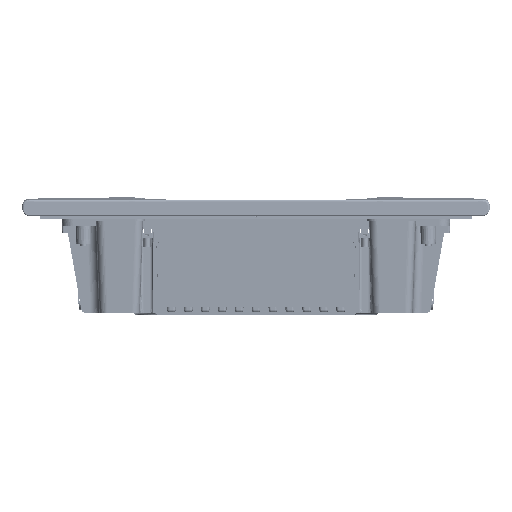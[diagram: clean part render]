
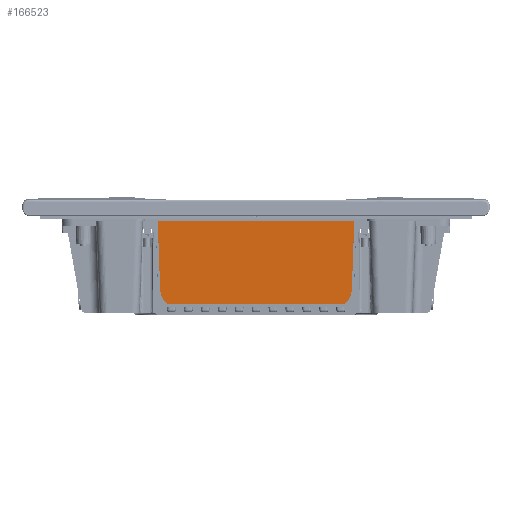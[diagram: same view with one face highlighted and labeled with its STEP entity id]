
A CAD part, front view. The second image highlights one B-rep face of the part: STEP entity #166523.
In plain terms, the highlighted planar face has unit normal (0, -0.999, -0.035).
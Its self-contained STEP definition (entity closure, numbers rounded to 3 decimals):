
#2841 = CARTESIAN_POINT ( 'NONE',  ( 84.791, -210.17, 19.764 ) ) ;
#2877 = ORIENTED_EDGE ( 'NONE', *, *, #98243, .F. ) ;
#8237 = VECTOR ( 'NONE', #176735, 1000. ) ;
#11750 = VERTEX_POINT ( 'NONE', #76778 ) ;
#21729 = CARTESIAN_POINT ( 'NONE',  ( -84.045, -210.042, 16.085 ) ) ;
#23101 = CARTESIAN_POINT ( 'NONE',  ( -84.617, -210.127, 18.522 ) ) ;
#24492 = CARTESIAN_POINT ( 'NONE',  ( -79.861, -209.798, 9.121 ) ) ;
#42510 = AXIS2_PLACEMENT_3D ( 'NONE', #47147, #200771, #68322 ) ;
#42677 = VECTOR ( 'NONE', #85722, 1000. ) ;
#43350 = FACE_OUTER_BOUND ( 'NONE', #53355, .T. ) ;
#43855 = CARTESIAN_POINT ( 'NONE',  ( 80.517, -209.824, 9.843 ) ) ;
#44051 = VERTEX_POINT ( 'NONE', #262923 ) ;
#45211 = CARTESIAN_POINT ( 'NONE',  ( 84.617, -210.127, 18.522 ) ) ;
#45671 = CARTESIAN_POINT ( 'NONE',  ( -82.81, -209.942, 13.235 ) ) ;
#47057 = CARTESIAN_POINT ( 'NONE',  ( -84.346, -210.084, 17.297 ) ) ;
#47147 = CARTESIAN_POINT ( 'NONE',  ( -77.745, -209.827, 9.949 ) ) ;
#47887 = EDGE_CURVE ( 'NONE', #44051, #58903, #201766, .T. ) ;
#48475 = CARTESIAN_POINT ( 'NONE',  ( -82.177, -209.904, 12.15 ) ) ;
#53355 = EDGE_LOOP ( 'NONE', ( #225288, #270815, #121360, #233367, #92562, #2877, #191990, #151638 ) ) ;
#58903 = VERTEX_POINT ( 'NONE', #173809 ) ;
#61520 = CARTESIAN_POINT ( 'NONE',  ( -84.868, -210.214, 21.019 ) ) ;
#63600 = CARTESIAN_POINT ( 'NONE',  ( 84.497, -210.105, 17.905 ) ) ;
#64062 = CARTESIAN_POINT ( 'NONE',  ( -81.112, -209.851, 10.613 ) ) ;
#64998 = CARTESIAN_POINT ( 'NONE',  ( 83.081, -209.962, 13.796 ) ) ;
#66412 = CARTESIAN_POINT ( 'NONE',  ( 84.704, -210.148, 19.144 ) ) ;
#66883 = CARTESIAN_POINT ( 'NONE',  ( -84.497, -210.105, 17.903 ) ) ;
#68322 = DIRECTION ( 'NONE',  ( 0., 0.035, -0.999 ) ) ;
#69629 = CARTESIAN_POINT ( 'NONE',  ( -83.623, -210.001, 14.918 ) ) ;
#74797 = VERTEX_POINT ( 'NONE', #179214 ) ;
#75183 = EDGE_CURVE ( 'NONE', #166697, #74797, #175774, .T. ) ;
#76778 = CARTESIAN_POINT ( 'NONE',  ( -77.745, -209.756, 7.901 ) ) ;
#84827 = CARTESIAN_POINT ( 'NONE',  ( 81.112, -209.851, 10.613 ) ) ;
#85722 = DIRECTION ( 'NONE',  ( 1., 0., 0. ) ) ;
#88155 = CARTESIAN_POINT ( 'NONE',  ( -84.868, -210.214, 21.019 ) ) ;
#90791 = CARTESIAN_POINT ( 'NONE',  ( -80.517, -209.824, 9.842 ) ) ;
#92170 = CARTESIAN_POINT ( 'NONE',  ( -84.791, -210.17, 19.765 ) ) ;
#92562 = ORIENTED_EDGE ( 'NONE', *, *, #175273, .F. ) ;
#98243 = EDGE_CURVE ( 'NONE', #269039, #11750, #253143, .T. ) ;
#104308 = DIRECTION ( 'NONE',  ( 0., 0.999, 0.035 ) ) ;
#107836 = CARTESIAN_POINT ( 'NONE',  ( -84.846, -210.192, 20.39 ) ) ;
#108248 = CARTESIAN_POINT ( 'NONE',  ( 50., -210.652, 33.551 ) ) ;
#110096 = CARTESIAN_POINT ( 'NONE',  ( 84.047, -210.042, 16.095 ) ) ;
#111509 = CARTESIAN_POINT ( 'NONE',  ( 79.143, -209.775, 8.452 ) ) ;
#117582 = CARTESIAN_POINT ( 'NONE',  ( -88.071, -212.326, 81.501 ) ) ;
#121360 = ORIENTED_EDGE ( 'NONE', *, *, #186990, .F. ) ;
#122050 = B_SPLINE_CURVE_WITH_KNOTS ( 'NONE', 3,
 ( #241642, #24492, #90791, #64062, #240224, #237482, #48475, #214923, #45671, #131712, #69629, #21729, #47057, #66883, #23101, #195093, #92170, #107836, #196524 ),
 .UNSPECIFIED., .F., .F.,
 ( 4, 3, 3, 3, 3, 3, 4 ),
 ( 0., 0.207, 0.339, 0.472, 0.736, 0.868, 1. ),
 .UNSPECIFIED. ) ;
#130968 = CARTESIAN_POINT ( 'NONE',  ( 77.745, -209.756, 7.901 ) ) ;
#131255 = CARTESIAN_POINT ( 'NONE',  ( 81.493, -209.868, 11.107 ) ) ;
#131712 = CARTESIAN_POINT ( 'NONE',  ( -83.081, -209.962, 13.796 ) ) ;
#134597 = CARTESIAN_POINT ( 'NONE',  ( 77.745, -209.756, 7.901 ) ) ;
#138970 = VERTEX_POINT ( 'NONE', #214497 ) ;
#150391 = CIRCLE ( 'NONE', #42510, 2.049 ) ;
#151005 = CARTESIAN_POINT ( 'NONE',  ( 82.506, -209.923, 12.681 ) ) ;
#151638 = ORIENTED_EDGE ( 'NONE', *, *, #47887, .F. ) ;
#160668 = EDGE_CURVE ( 'NONE', #138970, #204417, #122050, .T. ) ;
#166523 = ADVANCED_FACE ( 'NONE', ( #43350 ), #211169, .T. ) ;
#166697 = VERTEX_POINT ( 'NONE', #230245 ) ;
#168598 = CIRCLE ( 'NONE', #200166, 2.049 ) ;
#170748 = CARTESIAN_POINT ( 'NONE',  ( 81.849, -209.886, 11.619 ) ) ;
#172084 = CARTESIAN_POINT ( 'NONE',  ( 84.346, -210.084, 17.297 ) ) ;
#173809 = CARTESIAN_POINT ( 'NONE',  ( 79.143, -209.775, 8.452 ) ) ;
#175273 = EDGE_CURVE ( 'NONE', #11750, #138970, #150391, .T. ) ;
#175774 = LINE ( 'NONE', #117582, #42677 ) ;
#176735 = DIRECTION ( 'NONE',  ( -0.035, 0.035, -0.999 ) ) ;
#179214 = CARTESIAN_POINT ( 'NONE',  ( 86.98, -212.326, 81.501 ) ) ;
#179542 = CARTESIAN_POINT ( 'NONE',  ( 87.048, -212.394, 83.449 ) ) ;
#186990 = EDGE_CURVE ( 'NONE', #204417, #166697, #254695, .T. ) ;
#190238 = DIRECTION ( 'NONE',  ( 0., 0.035, -0.999 ) ) ;
#191900 = CARTESIAN_POINT ( 'NONE',  ( 84.868, -210.214, 21.019 ) ) ;
#191990 = ORIENTED_EDGE ( 'NONE', *, *, #264137, .F. ) ;
#194133 = DIRECTION ( 'NONE',  ( 0., -0.999, -0.035 ) ) ;
#195093 = CARTESIAN_POINT ( 'NONE',  ( -84.704, -210.148, 19.144 ) ) ;
#195523 = DIRECTION ( 'NONE',  ( -1., 0., 0. ) ) ;
#196524 = CARTESIAN_POINT ( 'NONE',  ( -84.868, -210.214, 21.019 ) ) ;
#200166 = AXIS2_PLACEMENT_3D ( 'NONE', #260767, #104308, #190238 ) ;
#200771 = DIRECTION ( 'NONE',  ( 0., 0.999, 0.035 ) ) ;
#201766 = B_SPLINE_CURVE_WITH_KNOTS ( 'NONE', 3,
 ( #191900, #214450, #2841, #66412, #45211, #63600, #172084, #110096, #258172, #64998, #253999, #151005, #237009, #170748, #131255, #84827, #43855, #232849, #111509 ),
 .UNSPECIFIED., .F., .F.,
 ( 4, 3, 3, 3, 3, 3, 4 ),
 ( 0., 0.133, 0.266, 0.53, 0.662, 0.794, 1. ),
 .UNSPECIFIED. ) ;
#204417 = VERTEX_POINT ( 'NONE', #88155 ) ;
#211169 = PLANE ( 'NONE',  #248879 ) ;
#214450 = CARTESIAN_POINT ( 'NONE',  ( 84.846, -210.192, 20.39 ) ) ;
#214497 = CARTESIAN_POINT ( 'NONE',  ( -79.143, -209.775, 8.452 ) ) ;
#214923 = CARTESIAN_POINT ( 'NONE',  ( -82.507, -209.923, 12.682 ) ) ;
#219644 = VECTOR ( 'NONE', #265655, 1000. ) ;
#225288 = ORIENTED_EDGE ( 'NONE', *, *, #228277, .F. ) ;
#228277 = EDGE_CURVE ( 'NONE', #74797, #44051, #240265, .T. ) ;
#230245 = CARTESIAN_POINT ( 'NONE',  ( -86.98, -212.326, 81.501 ) ) ;
#232849 = CARTESIAN_POINT ( 'NONE',  ( 79.859, -209.798, 9.12 ) ) ;
#233367 = ORIENTED_EDGE ( 'NONE', *, *, #160668, .F. ) ;
#237009 = CARTESIAN_POINT ( 'NONE',  ( 82.177, -209.904, 12.15 ) ) ;
#237482 = CARTESIAN_POINT ( 'NONE',  ( -81.847, -209.886, 11.617 ) ) ;
#240224 = CARTESIAN_POINT ( 'NONE',  ( -81.492, -209.868, 11.105 ) ) ;
#240265 = LINE ( 'NONE', #179542, #8237 ) ;
#241642 = CARTESIAN_POINT ( 'NONE',  ( -79.143, -209.775, 8.452 ) ) ;
#248879 = AXIS2_PLACEMENT_3D ( 'NONE', #108248, #194133, #195523 ) ;
#249093 = DIRECTION ( 'NONE',  ( -0.035, -0.035, 0.999 ) ) ;
#253143 = LINE ( 'NONE', #134597, #219644 ) ;
#253999 = CARTESIAN_POINT ( 'NONE',  ( 82.808, -209.942, 13.231 ) ) ;
#254695 = LINE ( 'NONE', #61520, #256349 ) ;
#256349 = VECTOR ( 'NONE', #249093, 1000. ) ;
#258172 = CARTESIAN_POINT ( 'NONE',  ( 83.624, -210.001, 14.919 ) ) ;
#260767 = CARTESIAN_POINT ( 'NONE',  ( 77.745, -209.827, 9.949 ) ) ;
#262923 = CARTESIAN_POINT ( 'NONE',  ( 84.868, -210.214, 21.019 ) ) ;
#264137 = EDGE_CURVE ( 'NONE', #58903, #269039, #168598, .T. ) ;
#265655 = DIRECTION ( 'NONE',  ( -1., 0., 0. ) ) ;
#269039 = VERTEX_POINT ( 'NONE', #130968 ) ;
#270815 = ORIENTED_EDGE ( 'NONE', *, *, #75183, .F. ) ;
